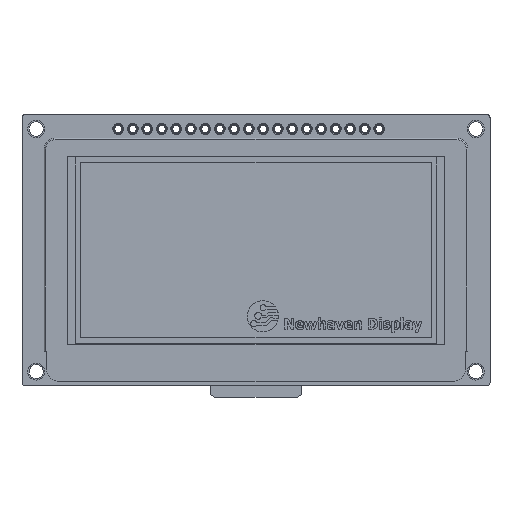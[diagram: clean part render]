
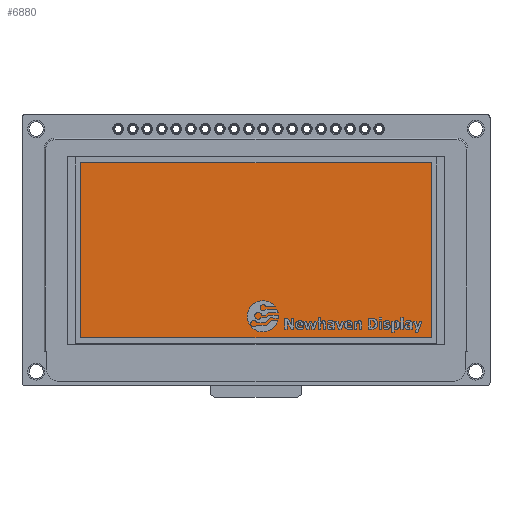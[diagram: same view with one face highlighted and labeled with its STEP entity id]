
A CAD part, top view. The second image highlights one B-rep face of the part: STEP entity #6880.
In plain terms, the highlighted planar face has unit normal (0, 0, 1).
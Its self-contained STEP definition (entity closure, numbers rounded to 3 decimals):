
#617=PLANE('',#7396);
#902=FACE_OUTER_BOUND('',#1402,.T.);
#1402=EDGE_LOOP('',(#5058,#5059,#5060,#5061));
#1799=LINE('',#9622,#2452);
#1800=LINE('',#9624,#2453);
#1801=LINE('',#9626,#2454);
#1802=LINE('',#9627,#2455);
#2452=VECTOR('',#8062,61.41);
#2453=VECTOR('',#8063,30.69);
#2454=VECTOR('',#8064,61.41);
#2455=VECTOR('',#8065,30.69);
#3295=VERTEX_POINT('',#9620);
#3296=VERTEX_POINT('',#9621);
#3297=VERTEX_POINT('',#9623);
#3298=VERTEX_POINT('',#9625);
#3975=EDGE_CURVE('',#3295,#3296,#1799,.T.);
#3976=EDGE_CURVE('',#3297,#3295,#1800,.T.);
#3977=EDGE_CURVE('',#3298,#3297,#1801,.T.);
#3978=EDGE_CURVE('',#3296,#3298,#1802,.T.);
#5058=ORIENTED_EDGE('',*,*,#3975,.F.);
#5059=ORIENTED_EDGE('',*,*,#3976,.F.);
#5060=ORIENTED_EDGE('',*,*,#3977,.F.);
#5061=ORIENTED_EDGE('',*,*,#3978,.F.);
#6880=ADVANCED_FACE('',(#902),#617,.F.);
#7396=AXIS2_PLACEMENT_3D('',#9619,#8060,#8061);
#8060=DIRECTION('center_axis',(0.,0.,-1.));
#8061=DIRECTION('ref_axis',(-1.,0.,0.));
#8062=DIRECTION('',(1.,0.,0.));
#8063=DIRECTION('',(0.,1.,0.));
#8064=DIRECTION('',(-1.,0.,0.));
#8065=DIRECTION('',(0.,-1.,0.));
#9619=CARTESIAN_POINT('Origin',(0.,0.,3.3));
#9620=CARTESIAN_POINT('',(-30.705,15.345,3.3));
#9621=CARTESIAN_POINT('',(30.705,15.345,3.3));
#9622=CARTESIAN_POINT('',(30.705,15.345,3.3));
#9623=CARTESIAN_POINT('',(-30.705,-15.345,3.3));
#9624=CARTESIAN_POINT('',(-30.705,15.345,3.3));
#9625=CARTESIAN_POINT('',(30.705,-15.345,3.3));
#9626=CARTESIAN_POINT('',(-30.705,-15.345,3.3));
#9627=CARTESIAN_POINT('',(30.705,-15.345,3.3));
